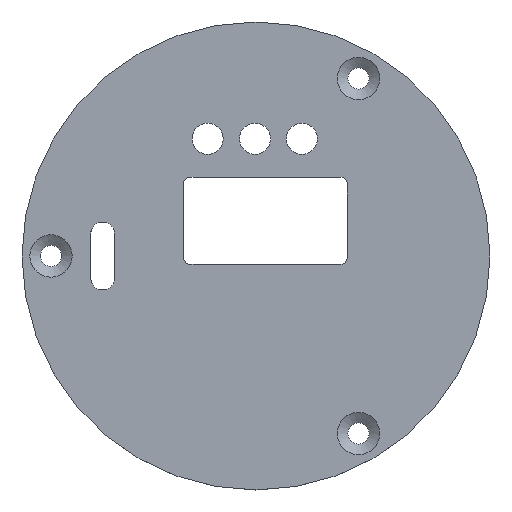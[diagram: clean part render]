
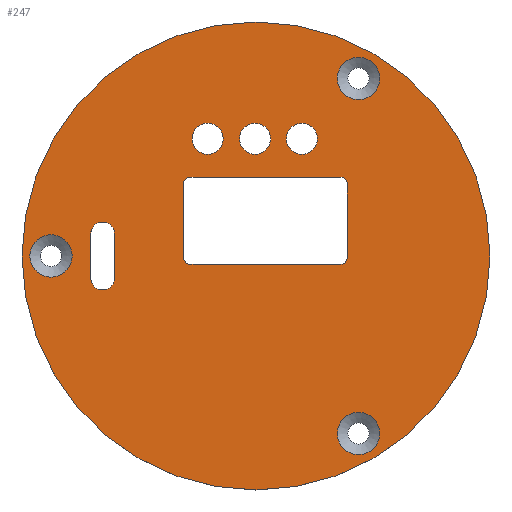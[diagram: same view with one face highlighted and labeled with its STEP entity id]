
A CAD part, top view. The second image highlights one B-rep face of the part: STEP entity #247.
In plain terms, the highlighted planar face has unit normal (0, 0, 1).
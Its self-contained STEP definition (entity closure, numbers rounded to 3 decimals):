
#66=LINE('',#1308,#130);
#71=LINE('',#1322,#135);
#75=LINE('',#1334,#139);
#79=LINE('',#1346,#143);
#80=LINE('',#1348,#144);
#85=LINE('',#1363,#149);
#130=VECTOR('',#1053,1.);
#135=VECTOR('',#1066,1.);
#139=VECTOR('',#1078,1.);
#143=VECTOR('',#1090,1.);
#144=VECTOR('',#1093,1.);
#149=VECTOR('',#1106,1.);
#201=PLANE('',#965);
#247=ADVANCED_FACE('',(#327,#328,#329,#330,#331,#332,#333,#334,#335),#201,
 .T.);
#327=FACE_BOUND('',#399,.T.);
#328=FACE_BOUND('',#400,.T.);
#329=FACE_BOUND('',#401,.T.);
#330=FACE_BOUND('',#402,.T.);
#331=FACE_BOUND('',#403,.T.);
#332=FACE_BOUND('',#404,.T.);
#333=FACE_BOUND('',#405,.T.);
#334=FACE_BOUND('',#406,.T.);
#335=FACE_BOUND('',#407,.T.);
#399=EDGE_LOOP('',(#541));
#400=EDGE_LOOP('',(#542));
#401=EDGE_LOOP('',(#543));
#402=EDGE_LOOP('',(#544));
#403=EDGE_LOOP('',(#545));
#404=EDGE_LOOP('',(#546));
#405=EDGE_LOOP('',(#547));
#406=EDGE_LOOP('',(#548,#549,#550,#551));
#407=EDGE_LOOP('',(#552,#553,#554,#555,#556,#557,#558,#559));
#541=ORIENTED_EDGE('',*,*,#751,.T.);
#542=ORIENTED_EDGE('',*,*,#755,.T.);
#543=ORIENTED_EDGE('',*,*,#820,.T.);
#544=ORIENTED_EDGE('',*,*,#797,.T.);
#545=ORIENTED_EDGE('',*,*,#756,.F.);
#546=ORIENTED_EDGE('',*,*,#760,.F.);
#547=ORIENTED_EDGE('',*,*,#758,.F.);
#548=ORIENTED_EDGE('',*,*,#784,.T.);
#549=ORIENTED_EDGE('',*,*,#788,.T.);
#550=ORIENTED_EDGE('',*,*,#791,.T.);
#551=ORIENTED_EDGE('',*,*,#794,.T.);
#552=ORIENTED_EDGE('',*,*,#799,.T.);
#553=ORIENTED_EDGE('',*,*,#764,.T.);
#554=ORIENTED_EDGE('',*,*,#768,.T.);
#555=ORIENTED_EDGE('',*,*,#771,.T.);
#556=ORIENTED_EDGE('',*,*,#774,.T.);
#557=ORIENTED_EDGE('',*,*,#777,.T.);
#558=ORIENTED_EDGE('',*,*,#780,.T.);
#559=ORIENTED_EDGE('',*,*,#783,.T.);
#669=VERTEX_POINT('',#1274);
#673=VERTEX_POINT('',#1285);
#674=VERTEX_POINT('',#1289);
#676=VERTEX_POINT('',#1294);
#678=VERTEX_POINT('',#1299);
#682=VERTEX_POINT('',#1307);
#683=VERTEX_POINT('',#1309);
#685=VERTEX_POINT('',#1315);
#687=VERTEX_POINT('',#1321);
#689=VERTEX_POINT('',#1327);
#691=VERTEX_POINT('',#1333);
#693=VERTEX_POINT('',#1339);
#695=VERTEX_POINT('',#1345);
#696=VERTEX_POINT('',#1349);
#697=VERTEX_POINT('',#1350);
#700=VERTEX_POINT('',#1358);
#702=VERTEX_POINT('',#1364);
#705=VERTEX_POINT('',#1375);
#726=VERTEX_POINT('',#1422);
#751=EDGE_CURVE('',#669,#669,#861,.T.);
#755=EDGE_CURVE('',#673,#673,#865,.T.);
#756=EDGE_CURVE('',#674,#674,#866,.T.);
#758=EDGE_CURVE('',#676,#676,#868,.T.);
#760=EDGE_CURVE('',#678,#678,#870,.T.);
#764=EDGE_CURVE('',#683,#682,#66,.T.);
#768=EDGE_CURVE('',#682,#685,#873,.T.);
#771=EDGE_CURVE('',#685,#687,#71,.T.);
#774=EDGE_CURVE('',#687,#689,#875,.T.);
#777=EDGE_CURVE('',#689,#691,#75,.T.);
#780=EDGE_CURVE('',#691,#693,#877,.T.);
#783=EDGE_CURVE('',#693,#695,#79,.T.);
#784=EDGE_CURVE('',#696,#697,#80,.T.);
#788=EDGE_CURVE('',#697,#700,#878,.T.);
#791=EDGE_CURVE('',#700,#702,#85,.T.);
#794=EDGE_CURVE('',#702,#696,#880,.T.);
#797=EDGE_CURVE('',#705,#705,#883,.T.);
#799=EDGE_CURVE('',#695,#683,#885,.T.);
#820=EDGE_CURVE('',#726,#726,#894,.T.);
#861=CIRCLE('',#909,3.);
#865=CIRCLE('',#916,3.);
#866=CIRCLE('',#919,2.2);
#868=CIRCLE('',#922,2.2);
#870=CIRCLE('',#925,2.2);
#873=CIRCLE('',#930,1.);
#875=CIRCLE('',#934,1.);
#877=CIRCLE('',#938,1.);
#878=CIRCLE('',#942,1.7);
#880=CIRCLE('',#946,1.7);
#883=CIRCLE('',#950,33.1);
#885=CIRCLE('',#953,1.);
#894=CIRCLE('',#964,3.);
#909=AXIS2_PLACEMENT_3D('',#1273,#1013,#1014);
#916=AXIS2_PLACEMENT_3D('',#1284,#1027,#1028);
#919=AXIS2_PLACEMENT_3D('',#1288,#1033,#1034);
#922=AXIS2_PLACEMENT_3D('',#1293,#1039,#1040);
#925=AXIS2_PLACEMENT_3D('',#1298,#1045,#1046);
#930=AXIS2_PLACEMENT_3D('',#1316,#1060,#1061);
#934=AXIS2_PLACEMENT_3D('',#1328,#1072,#1073);
#938=AXIS2_PLACEMENT_3D('',#1340,#1084,#1085);
#942=AXIS2_PLACEMENT_3D('',#1357,#1099,#1100);
#946=AXIS2_PLACEMENT_3D('',#1369,#1111,#1112);
#950=AXIS2_PLACEMENT_3D('',#1374,#1119,#1120);
#953=AXIS2_PLACEMENT_3D('',#1378,#1125,#1126);
#964=AXIS2_PLACEMENT_3D('',#1421,#1159,#1160);
#965=AXIS2_PLACEMENT_3D('',#1423,#1161,#1162);
#1013=DIRECTION('',(0.,0.,-1.));
#1014=DIRECTION('',(0.5,0.866,0.));
#1027=DIRECTION('',(0.,0.,-1.));
#1028=DIRECTION('',(0.5,-0.866,0.));
#1033=DIRECTION('',(0.,0.,1.));
#1034=DIRECTION('',(1.,0.,0.));
#1039=DIRECTION('',(0.,0.,1.));
#1040=DIRECTION('',(1.,0.,0.));
#1045=DIRECTION('',(0.,0.,1.));
#1046=DIRECTION('',(1.,0.,0.));
#1053=DIRECTION('',(0.,1.,0.));
#1060=DIRECTION('',(0.,0.,-1.));
#1061=DIRECTION('',(1.,0.,0.));
#1066=DIRECTION('',(1.,0.,0.));
#1072=DIRECTION('',(0.,0.,-1.));
#1073=DIRECTION('',(1.,0.,0.));
#1078=DIRECTION('',(0.,-1.,0.));
#1084=DIRECTION('',(0.,0.,-1.));
#1085=DIRECTION('',(1.,0.,0.));
#1090=DIRECTION('',(-1.,0.,0.));
#1093=DIRECTION('',(0.,1.,0.));
#1099=DIRECTION('',(0.,0.,-1.));
#1100=DIRECTION('',(1.,0.,0.));
#1106=DIRECTION('',(0.,-1.,0.));
#1111=DIRECTION('',(0.,0.,-1.));
#1112=DIRECTION('',(1.,0.,0.));
#1119=DIRECTION('',(0.,0.,1.));
#1120=DIRECTION('',(1.,0.,0.));
#1125=DIRECTION('',(0.,0.,-1.));
#1126=DIRECTION('',(1.,0.,0.));
#1159=DIRECTION('',(0.,0.,-1.));
#1160=DIRECTION('',(-1.,0.,0.));
#1161=DIRECTION('',(0.,0.,1.));
#1162=DIRECTION('',(1.,0.,0.));
#1273=CARTESIAN_POINT('',(14.5,-25.115,120.));
#1274=CARTESIAN_POINT('',(16.,-22.517,120.));
#1284=CARTESIAN_POINT('',(-29.,0.,120.));
#1285=CARTESIAN_POINT('',(-27.5,-2.598,120.));
#1288=CARTESIAN_POINT('',(6.496,16.592,120.));
#1289=CARTESIAN_POINT('',(8.696,16.592,120.));
#1293=CARTESIAN_POINT('',(-6.839,16.592,120.));
#1294=CARTESIAN_POINT('',(-4.639,16.592,120.));
#1298=CARTESIAN_POINT('',(-0.139,16.592,120.));
#1299=CARTESIAN_POINT('',(2.061,16.592,120.));
#1307=CARTESIAN_POINT('',(-10.259,10.201,120.));
#1308=CARTESIAN_POINT('',(-10.259,4.559,120.));
#1309=CARTESIAN_POINT('',(-10.259,-0.259,120.));
#1315=CARTESIAN_POINT('',(-9.339,11.121,120.));
#1316=CARTESIAN_POINT('',(-9.262,10.124,120.));
#1321=CARTESIAN_POINT('',(12.021,11.121,120.));
#1322=CARTESIAN_POINT('',(-6.729,11.121,120.));
#1327=CARTESIAN_POINT('',(12.941,10.201,120.));
#1328=CARTESIAN_POINT('',(11.944,10.124,120.));
#1333=CARTESIAN_POINT('',(12.941,-0.259,120.));
#1334=CARTESIAN_POINT('',(12.941,4.879,120.));
#1339=CARTESIAN_POINT('',(12.021,-1.179,120.));
#1340=CARTESIAN_POINT('',(11.944,-0.182,120.));
#1345=CARTESIAN_POINT('',(-9.339,-1.179,120.));
#1346=CARTESIAN_POINT('',(0.004,-1.179,120.));
#1348=CARTESIAN_POINT('',(-23.4,-3.1,120.));
#1349=CARTESIAN_POINT('',(-23.4,-3.1,120.));
#1350=CARTESIAN_POINT('',(-23.4,3.1,120.));
#1357=CARTESIAN_POINT('',(-21.7,3.1,120.));
#1358=CARTESIAN_POINT('',(-20.,3.1,120.));
#1363=CARTESIAN_POINT('',(-20.,3.1,120.));
#1364=CARTESIAN_POINT('',(-20.,-3.1,120.));
#1369=CARTESIAN_POINT('',(-21.7,-3.1,120.));
#1374=CARTESIAN_POINT('',(0.,0.,120.));
#1375=CARTESIAN_POINT('',(33.1,0.,120.));
#1378=CARTESIAN_POINT('',(-9.262,-0.182,120.));
#1421=CARTESIAN_POINT('',(14.5,25.115,120.));
#1422=CARTESIAN_POINT('',(11.5,25.115,120.));
#1423=CARTESIAN_POINT('',(0.,0.,120.));
